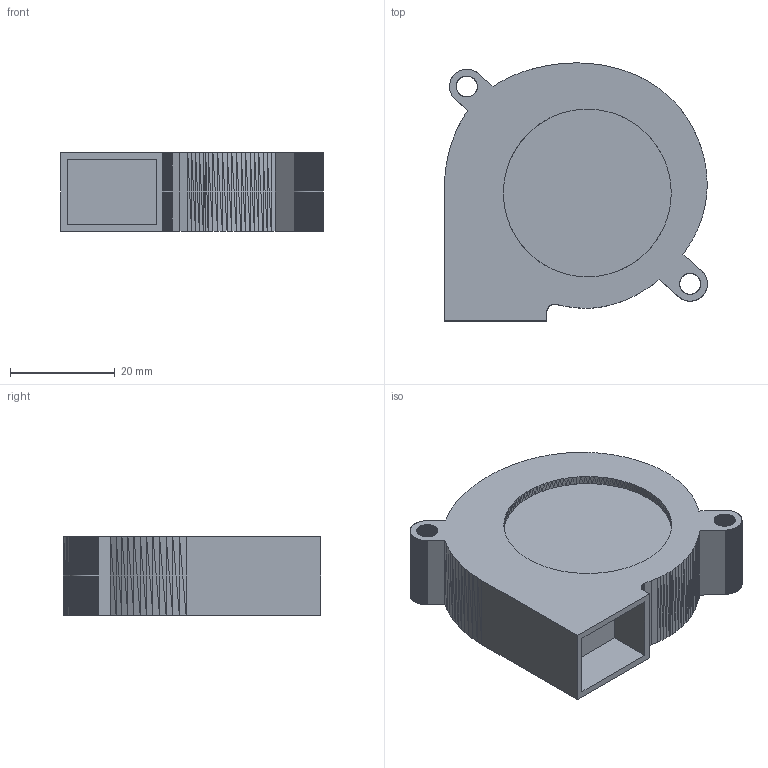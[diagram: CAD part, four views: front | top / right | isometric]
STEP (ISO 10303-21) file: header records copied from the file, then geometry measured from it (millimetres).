
FILE_DESCRIPTION(/* description */ (''),/* implementation_level */ '2;1');
FILE_NAME(/* name */ 'Blower Fan v1.step',/* time_stamp */ '2020-10-20T11:33:54+02:00',/* author */ (''),/* organization */ (''),/* preprocessor_version */ 'ST-DEVELOPER v18.1',/* originating_system */ 'Autodesk Translation Framework v9.3.0.1241',/* authorisation */ '');
FILE_SCHEMA (('AUTOMOTIVE_DESIGN { 1 0 10303 214 3 1 1 }'));
Length unit declared in the file: millimetre
Products named in the file (1): Blower Fan
Bounding box: 50.18 x 49.25 x 15 mm (x, y, z)
Volume: 28303.7 mm3; surface area: 8093.5 mm2
Topology: 1 solids, 1 shells, 1268 faces, 2550 edges, 1286 vertices
Faces by surface type: plane 1268
Entity records: 30619 total; most frequent: CARTESIAN_POINT 5105, ORIENTED_EDGE 5100, DIRECTION 5088, LINE 2550, VECTOR 2550, EDGE_CURVE 2550, VERTEX_POINT 1286, EDGE_LOOP 1274
